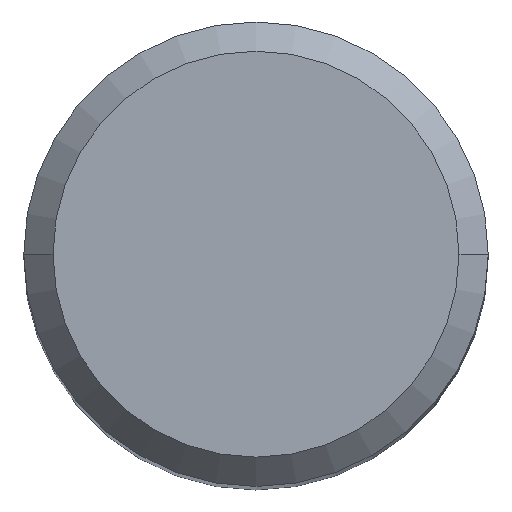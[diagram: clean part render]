
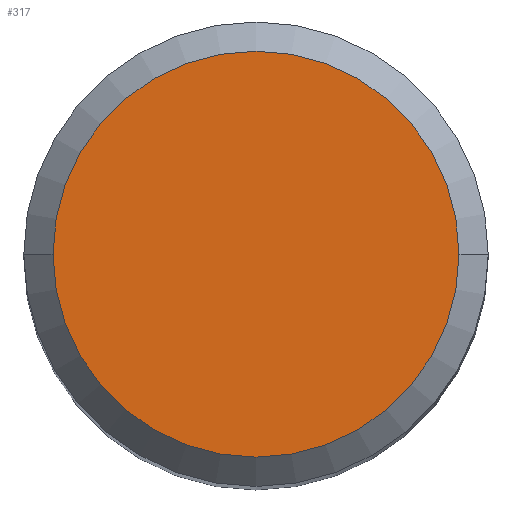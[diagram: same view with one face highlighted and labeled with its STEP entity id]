
A CAD part, top view. The second image highlights one B-rep face of the part: STEP entity #317.
In plain terms, the highlighted planar face has unit normal (0, 0, 1).
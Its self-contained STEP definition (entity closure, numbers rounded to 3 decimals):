
#80=PLANE('',#1461);
#317=ADVANCED_FACE('',(#393),#80,.T.);
#393=FACE_OUTER_BOUND('',#466,.T.);
#466=EDGE_LOOP('',(#739,#740,#741));
#739=ORIENTED_EDGE('',*,*,#1148,.F.);
#740=ORIENTED_EDGE('',*,*,#1146,.F.);
#741=ORIENTED_EDGE('',*,*,#1145,.F.);
#983=VERTEX_POINT('',#2487);
#984=VERTEX_POINT('',#2489);
#985=VERTEX_POINT('',#2491);
#1145=EDGE_CURVE('',#983,#984,#1260,.T.);
#1146=EDGE_CURVE('',#984,#985,#1261,.T.);
#1148=EDGE_CURVE('',#985,#983,#1262,.T.);
#1260=CIRCLE('',#1454,6.937);
#1261=CIRCLE('',#1455,6.937);
#1262=CIRCLE('',#1457,6.937);
#1454=AXIS2_PLACEMENT_3D('',#2488,#1763,#1764);
#1455=AXIS2_PLACEMENT_3D('',#2490,#1765,#1766);
#1457=AXIS2_PLACEMENT_3D('',#2494,#1770,#1771);
#1461=AXIS2_PLACEMENT_3D('',#2498,#1778,#1779);
#1763=DIRECTION('',(0.,0.,-1.));
#1764=DIRECTION('',(1.,0.,0.));
#1765=DIRECTION('',(0.,0.,-1.));
#1766=DIRECTION('',(0.,-1.,0.));
#1770=DIRECTION('',(0.,0.,-1.));
#1771=DIRECTION('',(-1.,0.,0.));
#1778=DIRECTION('',(0.,0.,1.));
#1779=DIRECTION('',(-1.,0.,0.));
#2487=CARTESIAN_POINT('',(6.937,0.,0.));
#2488=CARTESIAN_POINT('',(0.,0.,0.));
#2489=CARTESIAN_POINT('',(0.,-6.937,0.));
#2490=CARTESIAN_POINT('',(0.,0.,0.));
#2491=CARTESIAN_POINT('',(-6.937,0.,0.));
#2494=CARTESIAN_POINT('',(0.,0.,0.));
#2498=CARTESIAN_POINT('',(0.,0.,0.));
